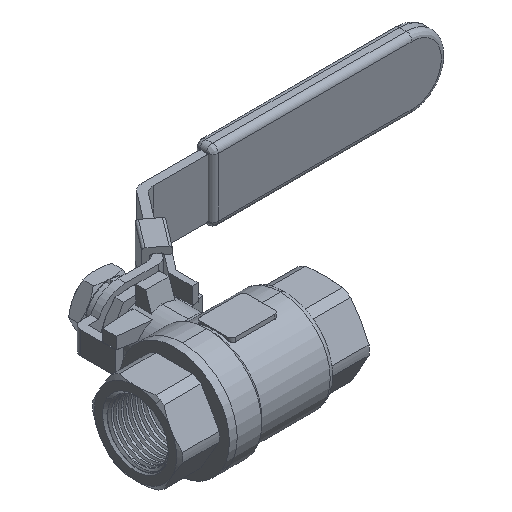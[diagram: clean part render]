
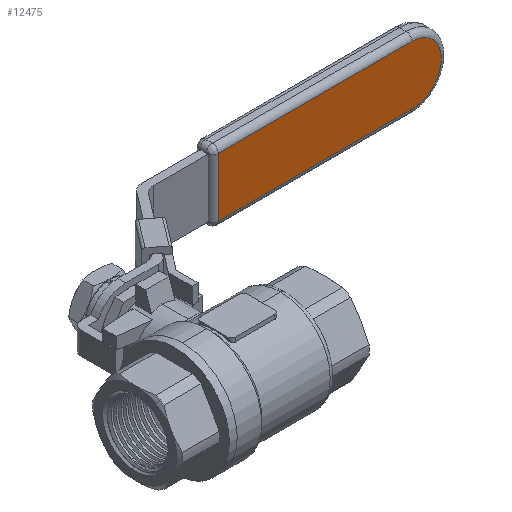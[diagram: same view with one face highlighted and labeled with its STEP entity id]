
A CAD part, isometric view. The second image highlights one B-rep face of the part: STEP entity #12475.
In plain terms, the highlighted planar face has unit normal (0, -1, 0).
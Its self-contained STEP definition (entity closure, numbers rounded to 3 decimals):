
#188 = CARTESIAN_POINT ( 'NONE',  ( -24., 0., 7.5 ) ) ;
#3176 = VECTOR ( 'NONE', #24719, 1000. ) ;
#3380 = CARTESIAN_POINT ( 'NONE',  ( 25.5, 0., -7.5 ) ) ;
#3465 = CARTESIAN_POINT ( 'NONE',  ( 25.5, 0., -7.5 ) ) ;
#4214 = LINE ( 'NONE', #26445, #10056 ) ;
#5045 = AXIS2_PLACEMENT_3D ( 'NONE', #23963, #24064, #28802 ) ;
#6658 = EDGE_CURVE ( 'NONE', #19246, #11852, #7171, .T. ) ;
#7171 = LINE ( 'NONE', #17944, #3176 ) ;
#7652 = CARTESIAN_POINT ( 'NONE',  ( 25.5, 0., 7.5 ) ) ;
#7689 = EDGE_CURVE ( 'NONE', #11852, #27482, #4214, .T. ) ;
#7887 = DIRECTION ( 'NONE',  ( 0., 0., 1. ) ) ;
#8426 = CARTESIAN_POINT ( 'NONE',  ( 25.5, 0., 7.5 ) ) ;
#9407 = EDGE_CURVE ( 'NONE', #27482, #11041, #30063, .T. ) ;
#10056 = VECTOR ( 'NONE', #7887, 1000. ) ;
#10818 =( BOUNDED_CURVE ( )  B_SPLINE_CURVE ( 3, ( #8426, #24650, #26709, #3380 ),
 .UNSPECIFIED., .F., .F. ) 
 B_SPLINE_CURVE_WITH_KNOTS ( ( 4, 4 ),
 ( 0., 1. ),
 .UNSPECIFIED. ) 
 CURVE ( )  GEOMETRIC_REPRESENTATION_ITEM ( )  RATIONAL_B_SPLINE_CURVE ( ( 1., 0.333, 0.333, 1. ) ) 
 REPRESENTATION_ITEM ( '' )  );
#11041 = VERTEX_POINT ( 'NONE', #28048 ) ;
#11852 = VERTEX_POINT ( 'NONE', #19096 ) ;
#12475 = ADVANCED_FACE ( 'NONE', ( #19707 ), #19431, .F. ) ;
#12659 = EDGE_CURVE ( 'NONE', #11041, #19246, #10818, .T. ) ;
#14185 = ORIENTED_EDGE ( 'NONE', *, *, #9407, .F. ) ;
#17944 = CARTESIAN_POINT ( 'NONE',  ( 25.5, 0., -7.5 ) ) ;
#19096 = CARTESIAN_POINT ( 'NONE',  ( -24., 0., -7.5 ) ) ;
#19246 = VERTEX_POINT ( 'NONE', #3465 ) ;
#19431 = PLANE ( 'NONE',  #5045 ) ;
#19707 = FACE_OUTER_BOUND ( 'NONE', #23681, .T. ) ;
#20231 = ORIENTED_EDGE ( 'NONE', *, *, #7689, .F. ) ;
#20831 = ORIENTED_EDGE ( 'NONE', *, *, #6658, .F. ) ;
#22684 = ORIENTED_EDGE ( 'NONE', *, *, #12659, .F. ) ;
#22748 = VECTOR ( 'NONE', #26504, 1000. ) ;
#23681 = EDGE_LOOP ( 'NONE', ( #20831, #22684, #14185, #20231 ) ) ;
#23963 = CARTESIAN_POINT ( 'NONE',  ( 25.5, 0., 0. ) ) ;
#24064 = DIRECTION ( 'NONE',  ( 0., 1., 0. ) ) ;
#24650 = CARTESIAN_POINT ( 'NONE',  ( 40.5, 0., 7.5 ) ) ;
#24719 = DIRECTION ( 'NONE',  ( -1., 0., 0. ) ) ;
#26445 = CARTESIAN_POINT ( 'NONE',  ( -24., 0., -9. ) ) ;
#26504 = DIRECTION ( 'NONE',  ( 1., 0., 0. ) ) ;
#26709 = CARTESIAN_POINT ( 'NONE',  ( 40.5, 0., -7.5 ) ) ;
#27482 = VERTEX_POINT ( 'NONE', #188 ) ;
#28048 = CARTESIAN_POINT ( 'NONE',  ( 25.5, 0., 7.5 ) ) ;
#28802 = DIRECTION ( 'NONE',  ( 0., 0., 1. ) ) ;
#30063 = LINE ( 'NONE', #7652, #22748 ) ;
